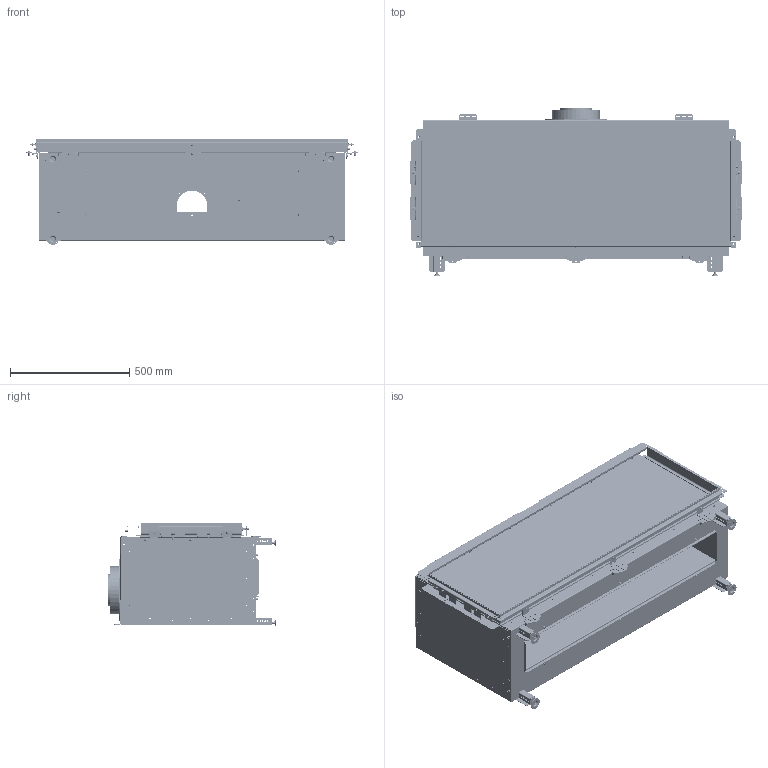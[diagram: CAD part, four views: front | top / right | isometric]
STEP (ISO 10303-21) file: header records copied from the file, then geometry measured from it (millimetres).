
FILE_DESCRIPTION (( 'STEP AP214' ), '1' );
FILE_NAME ('Fire_Assembly_BM-1300-Bay-Front.STEP', '2026-01-15T10:52:51', ( '' ), ( '' ), 'SwSTEP 2.0', 'SolidWorks 2025', '' );
FILE_SCHEMA (( 'AUTOMOTIVE_DESIGN' ));
Length unit declared in the file: millimetre
Products named in the file (56): Flue_Adapter_Non-DuraVent_Ø130_Bofill; Leg_Backing_Alt_RV; M5_Machine_Screw_Cross_Hd_M5 x 10 Pan Hd (Cross) Machine Screw Black; Foot_Assy_Sub-Assy_RV; Firebox_Weldment_Pano_1300_Firebox Weldment Pano 1300; Window_Trim_Single_Pano_1300_Pano 1300; Flue_Connection_Kit_Bofill_130-200 85 Offset (Peis Bay) - Adaptor Supressed for STEP; Flue_Inner_Ø130_Non-DuraVent_Adapter_Flue Inner Ø130 x 140 lg Bofill; Foot_Folding_RV; Frame_Retrain_Folding_RVisio_Bay_Visio 2; Fire_Assembly_BM-1300-Bay-Front; Frame_Retaining_Bracket_RVisio_Bay_Visio 2; Window_Blank_Frame_Attach_RVIsio_Bay_Visio 2; Board_Stop_RVisio_Bay_Pano 1300 Front; Base_Plate_Pano_1300_Pano 1300; Magnet_Shallow_Pot_Ø10 x4; Baffle_Folding_Pano_1300_Pano 1300; M8_Adjustable_Metal_Feet_Ø50 M8 x 50 Bolt Down; M5_PEM_Fixing_M5x10 PEM Fixing; Leg_Folding_Front_Alt_RV; Board_Stop_Rear_RVisio_Bay_Visio 5; Glass_Panel_RVisio_Bay_Pano 1300 Front Panel; Baffle_Assy_Pano_1300_Pano 1300; M6_Hexsert_M6 Hexsert; Flue_Outer_Ring_Ø200_Flue Outer Ring Ø200 x 40 Bofill; Frame_Section_Front_Rvisio_Bay_Pano 1300 Single Front; M5_Flange_Nut_M5 Hex Flange Nut; Magnet_Cage_Alt_RVisio_Bay_Visio 2 Side; Firebox_Infill_RVisio_Bay_Visio 2; Delay_Flap_Top_RVisio_Bay_Pano 1300; Window_Blank_Sub-Assy_RVIsio_Bay_Visio 5; Board_Stop_RVisio_Bay_Sub_Assy_Pano 1300 Front; M4_PEM_Fixing_M4 x 8 Flush Self Clinching PEM Stud; Window_Blank_Assy_RVIsio_Bay_Visio 5 Enkelt; Flue_Gasket_Inner_DuraVent_5Inch; Window_Blank_Folding_RVIsio_Bay_Visio 5; Flue_Adapter_Assy_Non-DuraVent_Ø130_Flue Inner Ø130 x 140 lg Bofill; Fixing_Bracket_RVisio_Visio 2; Frame_Section_Assy_Front_Rvisio_Bay_Pano 1300 Single Front; Base_Plate_Assy_Pano_1300_Pano 1300 ...
Assembly tree (180 placements, depth 5):
  Fire_Assembly_BM-1300-Bay-Front
    Firebox_Weldment_Pano_1300_Firebox Weldment Pano 1300
      Base_Plate_Assy_Pano_1300_Pano 1300
        Base_Plate_Pano_1300_Pano 1300
        Leg_Sub-Assy_Alt_RV  x4
          Leg_Folding_Front_Alt_RV
          Leg_Backing_Alt_RV
        M6_Hexsert_M6 Hexsert  x10
        M5_Hexsert_M5 Hexsert  x30
      Baffle_Assy_Pano_1300_Pano 1300
        Baffle_Folding_Pano_1300_Pano 1300
        Firebox_Infill_RVisio_Bay_Visio 2  x2
        M5_PEM_Fixing_M5x10 PEM Fixing  x4
        M5_Hexsert_M5 Hexsert  x34
      Baffle_Infill_RVisio_Bay_Visio 2  x2
    Foot_Assy_Sub-Assy_RV  x4
      Foot_Folding_RV
      M8_Nutsert
    M8_Adjustable_Metal_Feet_Ø50 M8 x 50 Bolt Down  x4
    Delay_Flap_Top_RVisio_Bay_Pano 1300  x2
    Fixing_Bracket_RVisio_Visio 2  x2
    Glass_Panel_RVisio_Bay_Pano 1300 Front Panel
    Frame_Retaining_Bracket_RVisio_Bay_Visio 2  x3
      Frame_Retrain_Folding_RVisio_Bay_Visio 2
      M5_Hexsert_M5 Hexsert
    Board_Stop_RVisio_Bay_Sub_Assy_Pano 1300 Front
      Board_Stop_RVisio_Bay_Pano 1300 Front
      M4_PEM_Fixing_M4 x 8 Flush Self Clinching PEM Stud  x8
      M5_Hexsert_M5 Hexsert  x2
    Window_Blank_Assy_RVIsio_Bay_Visio 5 Enkelt  x2
      Window_Blank_Sub-Assy_RVIsio_Bay_Visio 5
        Window_Blank_Folding_RVIsio_Bay_Visio 5
        M5_PEM_Fixing_M5x10 PEM Fixing  x3
      Window_Blank_Frame_Attach_RVIsio_Bay_Visio 2
        Window_Blank_Frame_Attach_Folding_RVIsio_Bay_Visio 2
        Window_Stop_ALT_RVIsio_Bay  x2
        M5_Hexsert_M5 Hexsert  x6
      Board_Stop_Rear_Assy_RVision_Bay_Visio 5 Dobbelt
        Board_Stop_Rear_Sub-Assy_RVisio_Bay_Visio 5
          Board_Stop_Rear_RVisio_Bay_Visio 5
          M5_Hexsert_M5 Hexsert  x2
        Magnet_Cage_Assy_RVisio_Bay_Visio 2 Dobbelt  x2
          Magnet_Cage_Alt_RVisio_Bay_Visio 2 Side
          M5_Machine_Screw_Cross_Hd_M5 x 10 Pan Hd (Cross) Machine Screw Black
          Magnet_Shallow_Pot_Ø10 x4
      M5_Hex_Hd_Flange_Bolt_M5 x 16 Hex Hd Flange Bolt
      Rope_Seal_Window_Blank_Flat_RVIsio_Bay_Visio 2 Window Blank Front
      M5_Flange_Nut_M5 Hex Flange Nut
    Frame_Section_Assy_Front_Rvisio_Bay_Pano 1300 Single Front
      Frame_Section_Sub_Assy_Front_RVisio_Bay_Pano 1300 Single Front
        Frame_Section_Front_Rvisio_Bay_Pano 1300 Single Front
        M5_Hexsert_M5 Hexsert  x4
      Magnet_Cage_Assy_RVisio_Bay_Visio 2 Dobbelt  x3
        Magnet_Cage_Alt_RVisio_Bay_Visio 2 Side
        M5_Machine_Screw_Cross_Hd_M5 x 10 Pan Hd (Cross) Machine Screw Black
        Magnet_Shallow_Pot_Ø10 x4
    Window_Trim_Front_Linear_160_Mk2_Bay_Pano 1300 Single Front
    Window_Trim_Single_Pano_1300_Pano 1300  x2
    Flue_Gasket_Inner_DuraVent_5Inch
    Flue_Gasket_Outer_DuraVent_8_Inch
Bounding box: 1392 x 708 x 443.25 mm (x, y, z)
Volume: 10659717.1 mm3; surface area: 8995908.8 mm2
Topology: 205 solids, 205 shells, 11777 faces, 29991 edges, 18950 vertices
Faces by surface type: plane 7764, cylinder 2779, cone 846, torus 222, bspline 152, sphere 14
Entity records: 81626 total; most frequent: CARTESIAN_POINT 16662, ORIENTED_EDGE 13104, DIRECTION 12856, EDGE_CURVE 6552, LINE 4760, VECTOR 4760, VERTEX_POINT 4145, AXIS2_PLACEMENT_3D 4048
